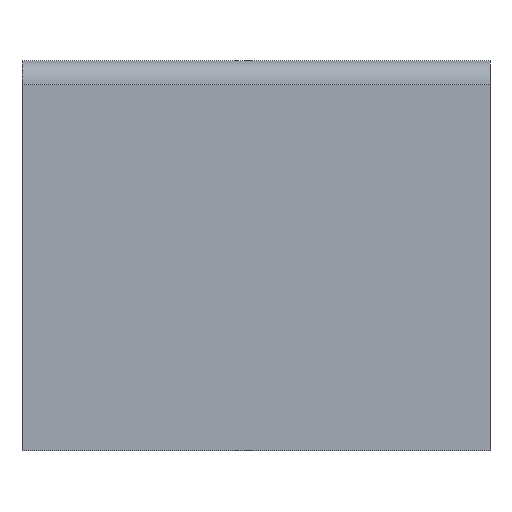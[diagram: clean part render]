
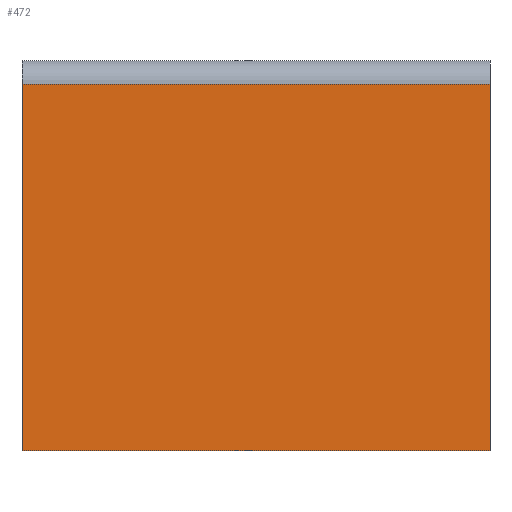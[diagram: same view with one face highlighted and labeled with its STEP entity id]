
A CAD part, left-side view. The second image highlights one B-rep face of the part: STEP entity #472.
In plain terms, the highlighted planar face has unit normal (-1, 0, 0).
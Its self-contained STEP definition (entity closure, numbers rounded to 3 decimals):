
#172 = VERTEX_POINT('',#173);
#173 = CARTESIAN_POINT('',(-3.,3.,4.7));
#180 = EDGE_CURVE('',#181,#172,#183,.T.);
#181 = VERTEX_POINT('',#182);
#182 = CARTESIAN_POINT('',(-3.,3.,0.));
#183 = LINE('',#184,#185);
#184 = CARTESIAN_POINT('',(-3.,3.,0.));
#185 = VECTOR('',#186,1.);
#186 = DIRECTION('',(0.,0.,1.));
#256 = VERTEX_POINT('',#257);
#257 = CARTESIAN_POINT('',(-3.,-3.,4.7));
#264 = EDGE_CURVE('',#265,#256,#267,.T.);
#265 = VERTEX_POINT('',#266);
#266 = CARTESIAN_POINT('',(-3.,-3.,0.));
#267 = LINE('',#268,#269);
#268 = CARTESIAN_POINT('',(-3.,-3.,0.));
#269 = VECTOR('',#270,1.);
#270 = DIRECTION('',(0.,0.,1.));
#444 = EDGE_CURVE('',#181,#265,#445,.T.);
#445 = LINE('',#446,#447);
#446 = CARTESIAN_POINT('',(-3.,3.,0.));
#447 = VECTOR('',#448,1.);
#448 = DIRECTION('',(-0.,-1.,-0.));
#472 = ADVANCED_FACE('',(#473),#484,.F.);
#473 = FACE_BOUND('',#474,.T.);
#474 = EDGE_LOOP('',(#475,#476,#477,#483));
#475 = ORIENTED_EDGE('',*,*,#444,.T.);
#476 = ORIENTED_EDGE('',*,*,#264,.T.);
#477 = ORIENTED_EDGE('',*,*,#478,.F.);
#478 = EDGE_CURVE('',#172,#256,#479,.T.);
#479 = LINE('',#480,#481);
#480 = CARTESIAN_POINT('',(-3.,3.,4.7));
#481 = VECTOR('',#482,1.);
#482 = DIRECTION('',(-0.,-1.,-0.));
#483 = ORIENTED_EDGE('',*,*,#180,.F.);
#484 = PLANE('',#485);
#485 = AXIS2_PLACEMENT_3D('',#486,#487,#488);
#486 = CARTESIAN_POINT('',(-3.,3.,0.));
#487 = DIRECTION('',(1.,0.,0.));
#488 = DIRECTION('',(0.,0.,-1.));
